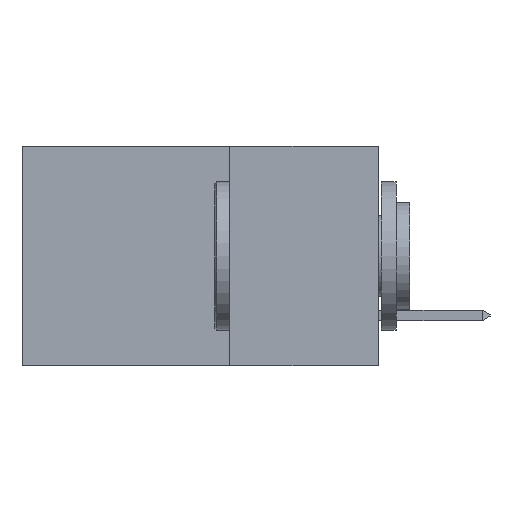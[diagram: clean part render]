
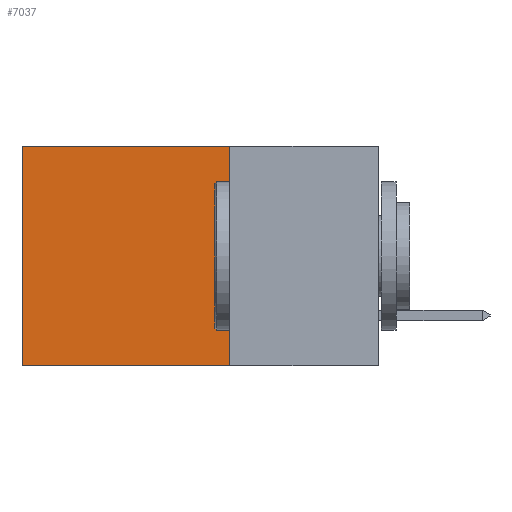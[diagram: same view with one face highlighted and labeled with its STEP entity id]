
A CAD part, left-side view. The second image highlights one B-rep face of the part: STEP entity #7037.
In plain terms, the highlighted planar face has unit normal (-1, 0, 0).
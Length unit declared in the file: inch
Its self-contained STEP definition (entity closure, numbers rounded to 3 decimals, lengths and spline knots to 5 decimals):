
#80 = AXIS2_PLACEMENT_3D ( 'NONE', #7778, #8433, #4328 ) ;
#210 = VECTOR ( 'NONE', #6791, 39.37008 ) ;
#489 = ORIENTED_EDGE ( 'NONE', *, *, #4960, .F. ) ;
#506 = CARTESIAN_POINT ( 'NONE',  ( 0.2615, 0.25, 0. ) ) ;
#567 = EDGE_CURVE ( 'NONE', #4015, #2949, #4940, .T. ) ;
#736 = VERTEX_POINT ( 'NONE', #8172 ) ;
#764 = CARTESIAN_POINT ( 'NONE',  ( 0.2615, 0.6, -0.37 ) ) ;
#823 = VECTOR ( 'NONE', #4357, 39.37008 ) ;
#1860 = CARTESIAN_POINT ( 'NONE',  ( 0.2615, 0.25, -0.37 ) ) ;
#1960 = LINE ( 'NONE', #1860, #210 ) ;
#2393 = ORIENTED_EDGE ( 'NONE', *, *, #5707, .F. ) ;
#2949 = VERTEX_POINT ( 'NONE', #7793 ) ;
#3688 = ORIENTED_EDGE ( 'NONE', *, *, #5289, .T. ) ;
#4015 = VERTEX_POINT ( 'NONE', #506 ) ;
#4129 = DIRECTION ( 'NONE',  ( 0., 0., -1. ) ) ;
#4221 = CARTESIAN_POINT ( 'NONE',  ( 0.2615, 0.25, 0. ) ) ;
#4328 = DIRECTION ( 'NONE',  ( 0., 0., -1. ) ) ;
#4357 = DIRECTION ( 'NONE',  ( 0., 0., -1. ) ) ;
#4514 = CARTESIAN_POINT ( 'NONE',  ( 0.2615, 0.25, -0.37 ) ) ;
#4653 = LINE ( 'NONE', #764, #823 ) ;
#4940 = LINE ( 'NONE', #4221, #5160 ) ;
#4960 = EDGE_CURVE ( 'NONE', #6033, #736, #1960, .T. ) ;
#5160 = VECTOR ( 'NONE', #7676, 39.37008 ) ;
#5289 = EDGE_CURVE ( 'NONE', #2949, #736, #4653, .T. ) ;
#5707 = EDGE_CURVE ( 'NONE', #4015, #6033, #6917, .T. ) ;
#6033 = VERTEX_POINT ( 'NONE', #4514 ) ;
#6791 = DIRECTION ( 'NONE',  ( 0., 1., 0. ) ) ;
#6917 = LINE ( 'NONE', #6923, #8698 ) ;
#6923 = CARTESIAN_POINT ( 'NONE',  ( 0.2615, 0.25, -0.37 ) ) ;
#6970 = ORIENTED_EDGE ( 'NONE', *, *, #567, .T. ) ;
#7004 = FACE_OUTER_BOUND ( 'NONE', #8310, .T. ) ;
#7037 = ADVANCED_FACE ( 'NONE', ( #7004 ), #7104, .F. ) ;
#7104 = PLANE ( 'NONE',  #80 ) ;
#7676 = DIRECTION ( 'NONE',  ( 0., 1., 0. ) ) ;
#7778 = CARTESIAN_POINT ( 'NONE',  ( 0.2615, 0.25, -0.37 ) ) ;
#7793 = CARTESIAN_POINT ( 'NONE',  ( 0.2615, 0.6, 0. ) ) ;
#8172 = CARTESIAN_POINT ( 'NONE',  ( 0.2615, 0.6, -0.37 ) ) ;
#8310 = EDGE_LOOP ( 'NONE', ( #3688, #489, #2393, #6970 ) ) ;
#8433 = DIRECTION ( 'NONE',  ( 1., 0., 0. ) ) ;
#8698 = VECTOR ( 'NONE', #4129, 39.37008 ) ;
